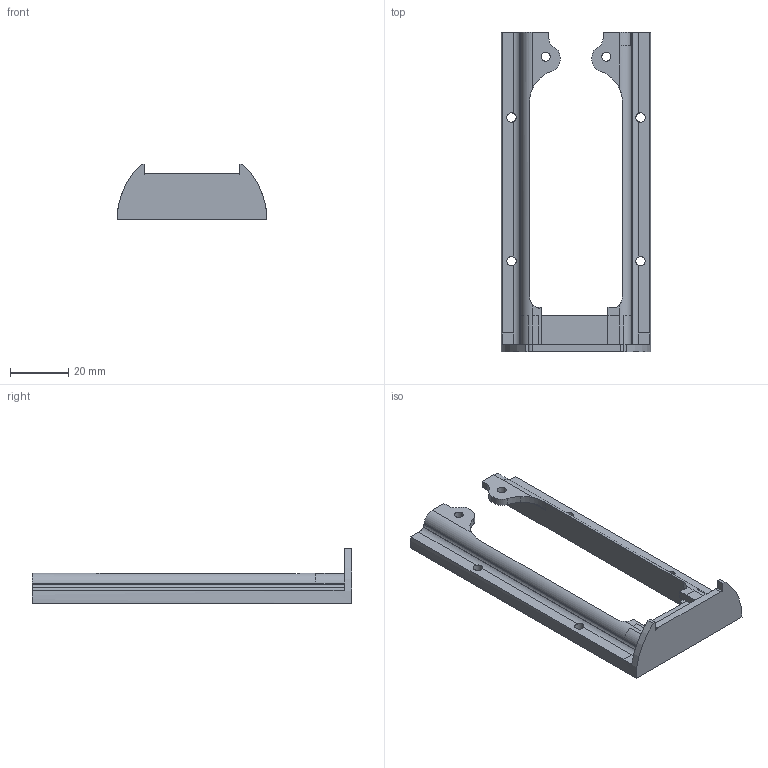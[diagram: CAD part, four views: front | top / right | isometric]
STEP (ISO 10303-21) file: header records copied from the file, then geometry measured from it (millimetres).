
FILE_DESCRIPTION(/* description */ (''),/* implementation_level */ '2;1');
FILE_NAME(/* name */ 'Housing2.step',/* time_stamp */ '2025-05-22T16:14:21-04:00',/* author */ (''),/* organization */ (''),/* preprocessor_version */ 'ST-DEVELOPER v20.1',/* originating_system */ 'Autodesk Translation Framework v14.4.0.0',/* authorisation */ '');
FILE_SCHEMA (('AUTOMOTIVE_DESIGN { 1 0 10303 214 3 1 1 }'));
Length unit declared in the file: millimetre
Products named in the file (1): Housing2
Bounding box: 51.65 x 110.16 x 19 mm (x, y, z)
Volume: 16677.2 mm3; surface area: 11388.5 mm2
Topology: 1 solids, 3 shells, 101 faces, 296 edges, 197 vertices
Faces by surface type: plane 56, cylinder 41, bspline 4
Full cylindrical faces by diameter (mm): 3.15 x2, 3.2 x4
Entity records: 3612 total; most frequent: CARTESIAN_POINT 794, ORIENTED_EDGE 598, DIRECTION 566, EDGE_CURVE 299, VERTEX_POINT 203, LINE 196, VECTOR 196, AXIS2_PLACEMENT_3D 185
